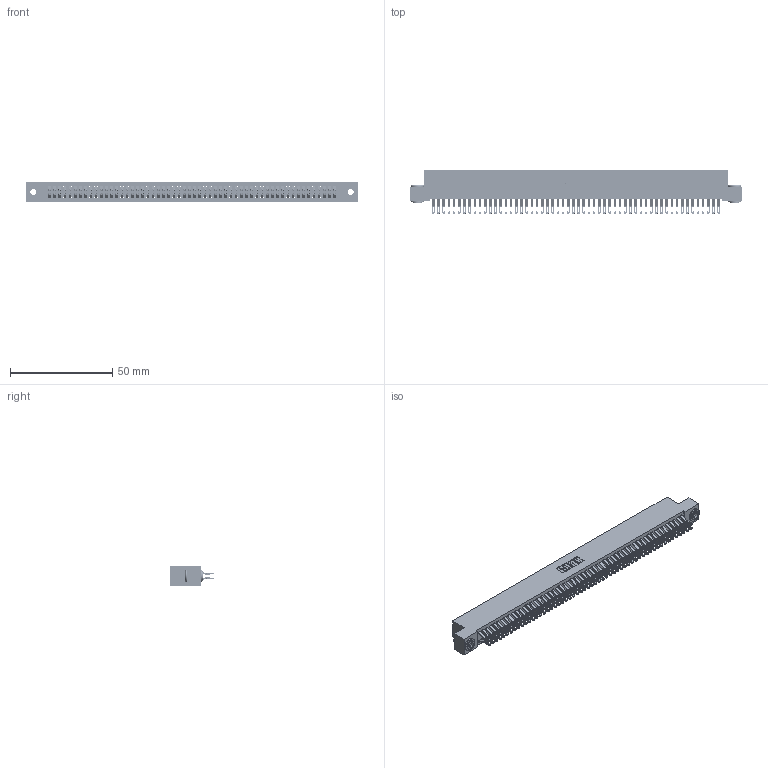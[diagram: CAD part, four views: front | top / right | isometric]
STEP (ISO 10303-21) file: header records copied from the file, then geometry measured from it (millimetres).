
FILE_DESCRIPTION (( 'STEP AP203' ), '1' );
FILE_NAME ('392-112-555-203.STEP', '2018-08-18T22:41:46', ( '' ), ( '' ), 'SwSTEP 2.0', 'SolidWorks 2016', '' );
FILE_SCHEMA (( 'CONFIG_CONTROL_DESIGN' ));
Length unit declared in the file: inch
Products named in the file (4): 342 Part_.156 TH; 345-292-001_555 Tail; 342-250-002_345-250-002-102; 392-112-555-203
Assembly tree (115 placements, depth 2):
  392-112-555-203
    342 Part_.156 TH
    345-292-001_555 Tail  x112
    342-250-002_345-250-002-102  x2
Bounding box: 162.56 x 21.47 x 9.4 mm (x, y, z)
Volume: 15006.3 mm3; surface area: 26069.3 mm2
Topology: 115 solids, 115 shells, 6644 faces, 20871 edges, 13910 vertices
Faces by surface type: plane 3884, cylinder 2752, cone 8
Entity records: 35060 total; most frequent: CARTESIAN_POINT 5803, ORIENTED_EDGE 5702, DIRECTION 4937, EDGE_CURVE 2851, VECTOR 2679, LINE 2679, VERTEX_POINT 1898, AXIS2_PLACEMENT_3D 1129
